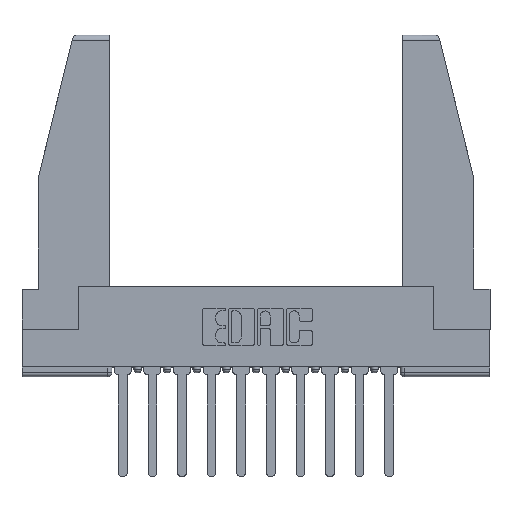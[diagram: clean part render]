
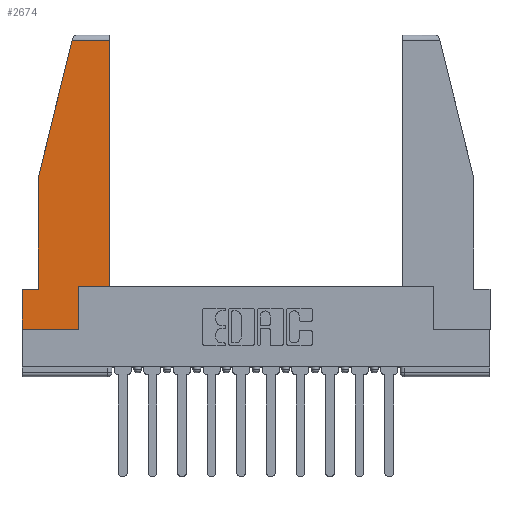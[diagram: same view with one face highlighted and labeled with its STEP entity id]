
A CAD part, top view. The second image highlights one B-rep face of the part: STEP entity #2674.
In plain terms, the highlighted planar face has unit normal (0, 0, 1).
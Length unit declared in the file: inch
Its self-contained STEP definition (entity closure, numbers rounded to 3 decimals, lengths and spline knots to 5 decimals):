
#231 = ORIENTED_EDGE ( 'NONE', *, *, #15176, .T. ) ;
#233 = VERTEX_POINT ( 'NONE', #7490 ) ;
#236 = VECTOR ( 'NONE', #772, 39.37008 ) ;
#248 = CARTESIAN_POINT ( 'NONE',  ( 0.086, 0.8, 0. ) ) ;
#340 = VECTOR ( 'NONE', #12029, 39.37008 ) ;
#655 = VERTEX_POINT ( 'NONE', #9633 ) ;
#772 = DIRECTION ( 'NONE',  ( 0., 1., 0. ) ) ;
#1481 = DIRECTION ( 'NONE',  ( -1., 0., 0. ) ) ;
#1857 = VECTOR ( 'NONE', #8659, 39.37008 ) ;
#2207 = CARTESIAN_POINT ( 'NONE',  ( 0.461, 0.223, 0. ) ) ;
#2356 = VECTOR ( 'NONE', #12891, 39.37008 ) ;
#2367 = EDGE_CURVE ( 'NONE', #4253, #11786, #10044, .T. ) ;
#2674 = ADVANCED_FACE ( 'NONE', ( #10216 ), #15115, .T. ) ;
#3007 = EDGE_CURVE ( 'NONE', #13556, #4253, #14762, .T. ) ;
#3065 = VERTEX_POINT ( 'NONE', #12820 ) ;
#3143 = DIRECTION ( 'NONE',  ( 0., 1., 0. ) ) ;
#3599 = CARTESIAN_POINT ( 'NONE',  ( 0.461, 0.223, 0. ) ) ;
#3651 = CARTESIAN_POINT ( 'NONE',  ( 0.271, 1.55, 0. ) ) ;
#3985 = CARTESIAN_POINT ( 'NONE',  ( 0., 0.21, 0. ) ) ;
#4243 = CARTESIAN_POINT ( 'NONE',  ( 0.297, 0., 0. ) ) ;
#4247 = LINE ( 'NONE', #3651, #11799 ) ;
#4253 = VERTEX_POINT ( 'NONE', #14499 ) ;
#4294 = EDGE_CURVE ( 'NONE', #233, #3065, #10883, .T. ) ;
#4424 = CARTESIAN_POINT ( 'NONE',  ( 0., 0., 0. ) ) ;
#4602 = CARTESIAN_POINT ( 'NONE',  ( 0.297, 0.223, 0. ) ) ;
#4822 = AXIS2_PLACEMENT_3D ( 'NONE', #4424, #5600, #13823 ) ;
#4931 = EDGE_CURVE ( 'NONE', #11983, #13556, #7738, .T. ) ;
#4940 = EDGE_LOOP ( 'NONE', ( #6527, #14318, #10892, #12553, #14589, #8758, #9476, #7834, #231 ) ) ;
#5143 = DIRECTION ( 'NONE',  ( 1., 0., 0. ) ) ;
#5491 = LINE ( 'NONE', #12957, #2356 ) ;
#5600 = DIRECTION ( 'NONE',  ( 0., 0., 1. ) ) ;
#5639 = EDGE_CURVE ( 'NONE', #655, #15092, #5491, .T. ) ;
#5762 = EDGE_CURVE ( 'NONE', #10745, #655, #12851, .T. ) ;
#5802 = VECTOR ( 'NONE', #5143, 39.37008 ) ;
#5854 = LINE ( 'NONE', #3985, #9567 ) ;
#6237 = VECTOR ( 'NONE', #12136, 39.37008 ) ;
#6251 = EDGE_CURVE ( 'NONE', #3065, #11983, #5854, .T. ) ;
#6527 = ORIENTED_EDGE ( 'NONE', *, *, #5762, .T. ) ;
#7407 = CARTESIAN_POINT ( 'NONE',  ( 0., 0.21, 0. ) ) ;
#7490 = CARTESIAN_POINT ( 'NONE',  ( 0.086, 0.8, 0. ) ) ;
#7537 = VECTOR ( 'NONE', #3143, 39.37008 ) ;
#7738 = LINE ( 'NONE', #7407, #340 ) ;
#7834 = ORIENTED_EDGE ( 'NONE', *, *, #2367, .T. ) ;
#8458 = DIRECTION ( 'NONE',  ( -0.239, -0.971, 0. ) ) ;
#8659 = DIRECTION ( 'NONE',  ( 1., 0., 0. ) ) ;
#8730 = CARTESIAN_POINT ( 'NONE',  ( 0.297, 0.223, 0. ) ) ;
#8758 = ORIENTED_EDGE ( 'NONE', *, *, #4931, .T. ) ;
#8955 = LINE ( 'NONE', #8730, #5802 ) ;
#9476 = ORIENTED_EDGE ( 'NONE', *, *, #3007, .T. ) ;
#9567 = VECTOR ( 'NONE', #1481, 39.37008 ) ;
#9633 = CARTESIAN_POINT ( 'NONE',  ( 0.461, 1.52, 0. ) ) ;
#10044 = LINE ( 'NONE', #4243, #236 ) ;
#10216 = FACE_OUTER_BOUND ( 'NONE', #4940, .T. ) ;
#10516 = CARTESIAN_POINT ( 'NONE',  ( 0., 0., 0. ) ) ;
#10703 = EDGE_CURVE ( 'NONE', #15092, #233, #4247, .T. ) ;
#10745 = VERTEX_POINT ( 'NONE', #3599 ) ;
#10883 = LINE ( 'NONE', #248, #6237 ) ;
#10892 = ORIENTED_EDGE ( 'NONE', *, *, #10703, .T. ) ;
#11786 = VERTEX_POINT ( 'NONE', #4602 ) ;
#11799 = VECTOR ( 'NONE', #8458, 39.37008 ) ;
#11812 = CARTESIAN_POINT ( 'NONE',  ( 0.2636, 1.52, 0. ) ) ;
#11983 = VERTEX_POINT ( 'NONE', #13703 ) ;
#12029 = DIRECTION ( 'NONE',  ( 0., -1., 0. ) ) ;
#12136 = DIRECTION ( 'NONE',  ( 0., -1., 0. ) ) ;
#12553 = ORIENTED_EDGE ( 'NONE', *, *, #4294, .T. ) ;
#12820 = CARTESIAN_POINT ( 'NONE',  ( 0.086, 0.21, 0. ) ) ;
#12851 = LINE ( 'NONE', #2207, #7537 ) ;
#12891 = DIRECTION ( 'NONE',  ( -1., 0., 0. ) ) ;
#12957 = CARTESIAN_POINT ( 'NONE',  ( 0., 1.52, 0. ) ) ;
#13556 = VERTEX_POINT ( 'NONE', #15221 ) ;
#13703 = CARTESIAN_POINT ( 'NONE',  ( 0., 0.21, 0. ) ) ;
#13823 = DIRECTION ( 'NONE',  ( 1., 0., 0. ) ) ;
#14318 = ORIENTED_EDGE ( 'NONE', *, *, #5639, .T. ) ;
#14499 = CARTESIAN_POINT ( 'NONE',  ( 0.297, 0., 0. ) ) ;
#14589 = ORIENTED_EDGE ( 'NONE', *, *, #6251, .T. ) ;
#14762 = LINE ( 'NONE', #10516, #1857 ) ;
#15092 = VERTEX_POINT ( 'NONE', #11812 ) ;
#15115 = PLANE ( 'NONE',  #4822 ) ;
#15176 = EDGE_CURVE ( 'NONE', #11786, #10745, #8955, .T. ) ;
#15221 = CARTESIAN_POINT ( 'NONE',  ( 0., 0., 0. ) ) ;
